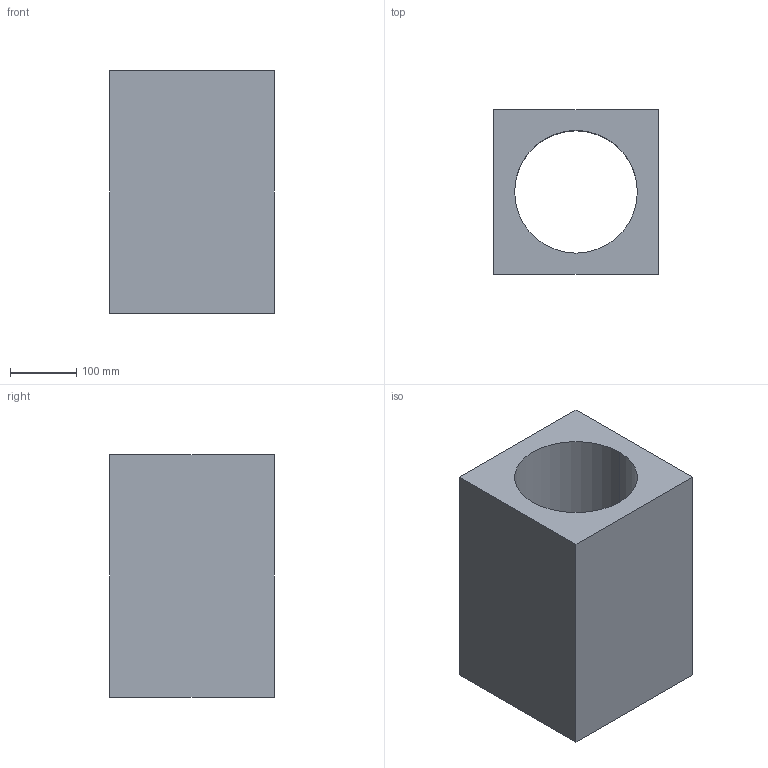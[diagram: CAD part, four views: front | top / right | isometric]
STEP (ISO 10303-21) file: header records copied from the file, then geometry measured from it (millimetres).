
FILE_DESCRIPTION(('Creo Elements/Direct Modeling STEP Export'),'2;1');
FILE_NAME('0058.0143 PP 45 MB.stp','2018-08-30T 9:55:25',(''),(''),'PTC Creo Elements/Direct Modeling STEP processor for AP214 (Solid Model)','PTC Creo Elements/Direct Modeling 19.0C 15-Aug-2015 (C) Parametric Technology GmbH','');
FILE_SCHEMA(('AUTOMOTIVE_DESIGN { 1 0 10303 214 1 1 1 1 }'));
Length unit declared in the file: millimetre
Products named in the file (1): 0058.0144.0000_Halbschale-isol-Mauerblock-PP-45-MB
Bounding box: 248 x 248 x 365 mm (x, y, z)
Volume: 12621417.4 mm3; surface area: 681815.6 mm2
Topology: 1 solids, 5 shells, 252 faces, 774 edges, 508 vertices
Faces by surface type: plane 126, cylinder 126
Entity records: 7676 total; most frequent: ORIENTED_EDGE 1548, CARTESIAN_POINT 1295, DIRECTION 1152, EDGE_CURVE 774, VERTEX_POINT 508, VECTOR 422, LINE 422, AXIS2_PLACEMENT_3D 365
